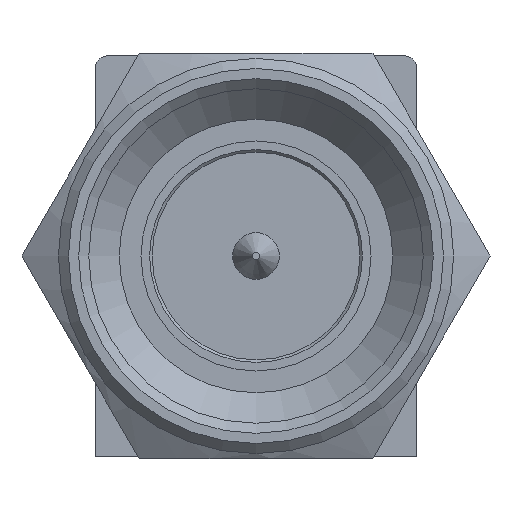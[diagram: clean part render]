
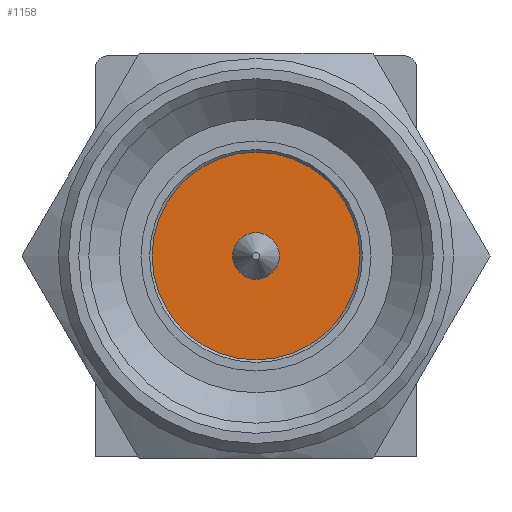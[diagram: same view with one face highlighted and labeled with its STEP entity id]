
A CAD part, front view. The second image highlights one B-rep face of the part: STEP entity #1158.
In plain terms, the highlighted planar face has unit normal (0, -1, 0).
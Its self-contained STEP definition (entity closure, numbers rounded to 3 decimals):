
#48=FACE_BOUND('',#217,.T.);
#64=PLANE('',#1295);
#136=FACE_OUTER_BOUND('',#216,.T.);
#216=EDGE_LOOP('',(#964));
#217=EDGE_LOOP('',(#965));
#478=CIRCLE('',#1243,0.46);
#479=CIRCLE('',#1245,2.05);
#560=VERTEX_POINT('',#1825);
#561=VERTEX_POINT('',#1829);
#682=EDGE_CURVE('',#560,#560,#478,.T.);
#683=EDGE_CURVE('',#561,#561,#479,.T.);
#964=ORIENTED_EDGE('',*,*,#683,.T.);
#965=ORIENTED_EDGE('',*,*,#682,.F.);
#1158=ADVANCED_FACE('',(#136,#48),#64,.T.);
#1243=AXIS2_PLACEMENT_3D('',#1827,#1445,#1446);
#1245=AXIS2_PLACEMENT_3D('',#1830,#1449,#1450);
#1295=AXIS2_PLACEMENT_3D('',#1947,#1565,#1566);
#1445=DIRECTION('center_axis',(0.,-1.,0.));
#1446=DIRECTION('ref_axis',(1.,0.,0.));
#1449=DIRECTION('center_axis',(0.,-1.,0.));
#1450=DIRECTION('ref_axis',(1.,0.,0.));
#1565=DIRECTION('center_axis',(0.,-1.,0.));
#1566=DIRECTION('ref_axis',(1.,0.,0.));
#1825=CARTESIAN_POINT('',(-0.46,-9.75,0.35));
#1827=CARTESIAN_POINT('Origin',(0.,-9.75,
0.35));
#1829=CARTESIAN_POINT('',(-2.05,-9.75,0.35));
#1830=CARTESIAN_POINT('Origin',(0.,-9.75,
0.35));
#1947=CARTESIAN_POINT('Origin',(0.,-9.75,
0.35));
